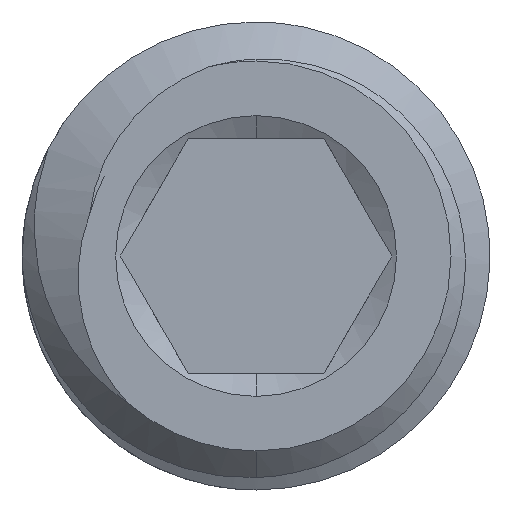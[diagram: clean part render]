
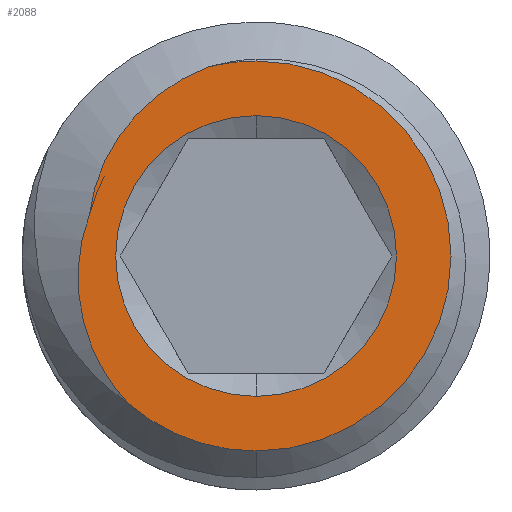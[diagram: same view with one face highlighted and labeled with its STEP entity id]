
A CAD part, front view. The second image highlights one B-rep face of the part: STEP entity #2088.
In plain terms, the highlighted planar face has unit normal (0, -1, 0).
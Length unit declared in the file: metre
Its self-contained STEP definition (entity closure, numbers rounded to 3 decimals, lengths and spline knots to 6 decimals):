
#14 = DIRECTION ( 'NONE',  ( 0., -1., 0. ) ) ;
#29 = CARTESIAN_POINT ( 'NONE',  ( -0.00211, 0., 0.000744 ) ) ;
#41 = AXIS2_PLACEMENT_3D ( 'NONE', #2768, #1359, #2595 ) ;
#45 = AXIS2_PLACEMENT_3D ( 'NONE', #1547, #3238, #1290 ) ;
#57 = DIRECTION ( 'NONE',  ( 0., -1., 0. ) ) ;
#109 = CARTESIAN_POINT ( 'NONE',  ( -0.002135, 0., 0.000529 ) ) ;
#139 = ORIENTED_EDGE ( 'NONE', *, *, #1691, .T. ) ;
#172 = AXIS2_PLACEMENT_3D ( 'NONE', #1822, #2341, #3454 ) ;
#185 = CARTESIAN_POINT ( 'NONE',  ( -0.002183, 0., -0.000954 ) ) ;
#200 = CARTESIAN_POINT ( 'NONE',  ( -0.002068, 0., -0.001257 ) ) ;
#248 = CARTESIAN_POINT ( 'NONE',  ( -0.002135, 0., 0.000529 ) ) ;
#416 = VERTEX_POINT ( 'NONE', #997 ) ;
#420 = VERTEX_POINT ( 'NONE', #3533 ) ;
#587 = EDGE_CURVE ( 'NONE', #420, #2427, #1941, .T. ) ;
#740 = CARTESIAN_POINT ( 'NONE',  ( -0.001797, 0., -0.001718 ) ) ;
#845 = EDGE_CURVE ( 'NONE', #1657, #1457, #1170, .T. ) ;
#926 = FACE_OUTER_BOUND ( 'NONE', #2114, .T. ) ;
#997 = CARTESIAN_POINT ( 'NONE',  ( 0., 0., 0.0018 ) ) ;
#1076 = CARTESIAN_POINT ( 'NONE',  ( -0.002205, 0., 0.000327 ) ) ;
#1126 = AXIS2_PLACEMENT_3D ( 'NONE', #1330, #14, #3037 ) ;
#1130 = CIRCLE ( 'NONE', #1417, 0.0025 ) ;
#1170 = B_SPLINE_CURVE_WITH_KNOTS ( 'NONE', 3,
 ( #3311, #1924, #1652, #2770, #2489, #3425, #1205, #1396, #1993, #1412, #29, #109 ),
 .UNSPECIFIED., .F., .F.,
 ( 4, 2, 2, 2, 2, 4 ),
 ( 0., 0.25, 0.5, 0.625, 0.75, 1. ),
 .UNSPECIFIED. ) ;
#1172 = DIRECTION ( 'NONE',  ( 0., 0., 1. ) ) ;
#1188 = VERTEX_POINT ( 'NONE', #2129 ) ;
#1205 = CARTESIAN_POINT ( 'NONE',  ( -0.001769, 0., 0.001521 ) ) ;
#1290 = DIRECTION ( 'NONE',  ( 0., 0., 1. ) ) ;
#1297 = CARTESIAN_POINT ( 'NONE',  ( -0.002135, 0., 0.000529 ) ) ;
#1303 = ORIENTED_EDGE ( 'NONE', *, *, #587, .T. ) ;
#1330 = CARTESIAN_POINT ( 'NONE',  ( 0., 0., 0. ) ) ;
#1359 = DIRECTION ( 'NONE',  ( 0., 1., 0. ) ) ;
#1396 = CARTESIAN_POINT ( 'NONE',  ( -0.001879, 0., 0.00134 ) ) ;
#1412 = CARTESIAN_POINT ( 'NONE',  ( -0.002055, 0., 0.00095 ) ) ;
#1417 = AXIS2_PLACEMENT_3D ( 'NONE', #2039, #57, #1172 ) ;
#1457 = VERTEX_POINT ( 'NONE', #248 ) ;
#1486 = ORIENTED_EDGE ( 'NONE', *, *, #2345, .T. ) ;
#1547 = CARTESIAN_POINT ( 'NONE',  ( 0., 0., 0. ) ) ;
#1604 = CIRCLE ( 'NONE', #45, 0.0018 ) ;
#1652 = CARTESIAN_POINT ( 'NONE',  ( -0.000999, 0., 0.002249 ) ) ;
#1657 = VERTEX_POINT ( 'NONE', #1660 ) ;
#1660 = CARTESIAN_POINT ( 'NONE',  ( -0.00061, 0., 0.002425 ) ) ;
#1691 = EDGE_CURVE ( 'NONE', #2427, #1657, #1130, .T. ) ;
#1822 = CARTESIAN_POINT ( 'NONE',  ( 0., 0., 0. ) ) ;
#1848 = CARTESIAN_POINT ( 'NONE',  ( -0.001647, 0., -0.00188 ) ) ;
#1856 = CARTESIAN_POINT ( 'NONE',  ( 0., 0., 0. ) ) ;
#1876 = CARTESIAN_POINT ( 'NONE',  ( -0.002111, 0., -0.001157 ) ) ;
#1897 = ORIENTED_EDGE ( 'NONE', *, *, #845, .T. ) ;
#1924 = CARTESIAN_POINT ( 'NONE',  ( -0.00081, 0., 0.002349 ) ) ;
#1938 = AXIS2_PLACEMENT_3D ( 'NONE', #1856, #2891, #3473 ) ;
#1941 = CIRCLE ( 'NONE', #1126, 0.0025 ) ;
#1993 = CARTESIAN_POINT ( 'NONE',  ( -0.001928, 0., 0.001247 ) ) ;
#2039 = CARTESIAN_POINT ( 'NONE',  ( 0., 0., 0. ) ) ;
#2048 = EDGE_CURVE ( 'NONE', #1457, #1188, #2260, .T. ) ;
#2088 = ADVANCED_FACE ( 'NONE', ( #2833, #926 ), #3394, .F. ) ;
#2114 = EDGE_LOOP ( 'NONE', ( #3503, #1303, #139, #1897, #3565 ) ) ;
#2118 = CARTESIAN_POINT ( 'NONE',  ( 0., 0., -0.0018 ) ) ;
#2126 = CARTESIAN_POINT ( 'NONE',  ( -0.002252, 0., 0.000117 ) ) ;
#2129 = CARTESIAN_POINT ( 'NONE',  ( -0.001647, 0., -0.00188 ) ) ;
#2160 = CARTESIAN_POINT ( 'NONE',  ( -0.002291, 0., -0.000316 ) ) ;
#2260 = B_SPLINE_CURVE_WITH_KNOTS ( 'NONE', 3,
 ( #1297, #3512, #1076, #2126, #2695, #2160, #3294, #2935, #185, #1876, #200, #3497, #740, #1848 ),
 .UNSPECIFIED., .F., .F.,
 ( 4, 2, 2, 2, 2, 2, 4 ),
 ( 0., 0.125, 0.25, 0.5, 0.625, 0.75, 1. ),
 .UNSPECIFIED. ) ;
#2341 = DIRECTION ( 'NONE',  ( 0., -1., 0. ) ) ;
#2345 = EDGE_CURVE ( 'NONE', #416, #3159, #1604, .T. ) ;
#2407 = EDGE_LOOP ( 'NONE', ( #3199, #1486 ) ) ;
#2427 = VERTEX_POINT ( 'NONE', #2630 ) ;
#2431 = EDGE_CURVE ( 'NONE', #3159, #416, #2999, .T. ) ;
#2489 = CARTESIAN_POINT ( 'NONE',  ( -0.001502, 0., 0.001856 ) ) ;
#2512 = EDGE_CURVE ( 'NONE', #1188, #420, #2943, .T. ) ;
#2595 = DIRECTION ( 'NONE',  ( 1., 0., 0. ) ) ;
#2630 = CARTESIAN_POINT ( 'NONE',  ( 0., 0., 0.0025 ) ) ;
#2695 = CARTESIAN_POINT ( 'NONE',  ( -0.002268, 0., 0.000008 ) ) ;
#2768 = CARTESIAN_POINT ( 'NONE',  ( 0.003, 0., 0. ) ) ;
#2770 = CARTESIAN_POINT ( 'NONE',  ( -0.001347, 0., 0.002001 ) ) ;
#2833 = FACE_BOUND ( 'NONE', #2407, .T. ) ;
#2891 = DIRECTION ( 'NONE',  ( 0., 1., 0. ) ) ;
#2935 = CARTESIAN_POINT ( 'NONE',  ( -0.002212, 0., -0.00085 ) ) ;
#2943 = CIRCLE ( 'NONE', #172, 0.0025 ) ;
#2999 = CIRCLE ( 'NONE', #1938, 0.0018 ) ;
#3037 = DIRECTION ( 'NONE',  ( 0., 0., 1. ) ) ;
#3159 = VERTEX_POINT ( 'NONE', #2118 ) ;
#3199 = ORIENTED_EDGE ( 'NONE', *, *, #2431, .T. ) ;
#3238 = DIRECTION ( 'NONE',  ( 0., 1., 0. ) ) ;
#3294 = CARTESIAN_POINT ( 'NONE',  ( -0.002277, 0., -0.000532 ) ) ;
#3311 = CARTESIAN_POINT ( 'NONE',  ( -0.00061, 0., 0.002425 ) ) ;
#3394 = PLANE ( 'NONE',  #41 ) ;
#3425 = CARTESIAN_POINT ( 'NONE',  ( -0.001707, 0., 0.001608 ) ) ;
#3454 = DIRECTION ( 'NONE',  ( 0., 0., 1. ) ) ;
#3473 = DIRECTION ( 'NONE',  ( 0., 0., 1. ) ) ;
#3497 = CARTESIAN_POINT ( 'NONE',  ( -0.001921, 0., -0.001542 ) ) ;
#3503 = ORIENTED_EDGE ( 'NONE', *, *, #2512, .T. ) ;
#3512 = CARTESIAN_POINT ( 'NONE',  ( -0.002174, 0., 0.000429 ) ) ;
#3533 = CARTESIAN_POINT ( 'NONE',  ( 0., 0., -0.0025 ) ) ;
#3565 = ORIENTED_EDGE ( 'NONE', *, *, #2048, .T. ) ;
